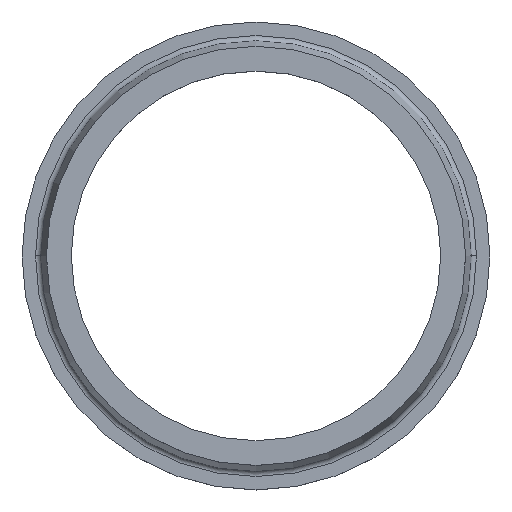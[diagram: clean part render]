
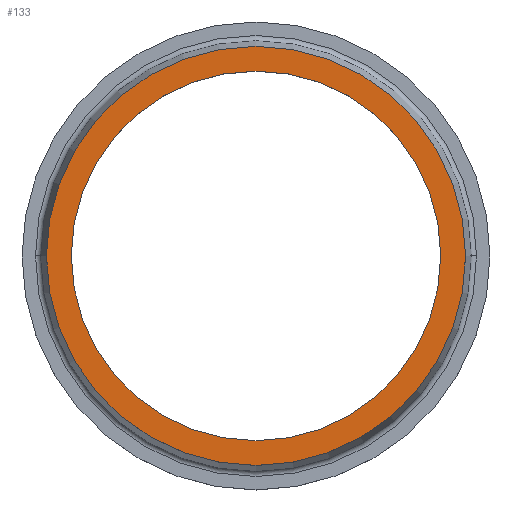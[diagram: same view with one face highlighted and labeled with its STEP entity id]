
A CAD part, top view. The second image highlights one B-rep face of the part: STEP entity #133.
In plain terms, the highlighted planar face has unit normal (0, 0, 1).
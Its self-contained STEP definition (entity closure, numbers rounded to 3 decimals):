
#3 = AXIS2_PLACEMENT_3D ( 'NONE', #90, #198, #342 ) ;
#11 = DIRECTION ( 'NONE',  ( -1., 0., 0. ) ) ;
#12 = ORIENTED_EDGE ( 'NONE', *, *, #317, .F. ) ;
#15 = DIRECTION ( 'NONE',  ( 0., 0., -1. ) ) ;
#18 = CARTESIAN_POINT ( 'NONE',  ( 0., 0., 150. ) ) ;
#33 = VERTEX_POINT ( 'NONE', #50 ) ;
#50 = CARTESIAN_POINT ( 'NONE',  ( -396.7, 0., 150. ) ) ;
#61 = VERTEX_POINT ( 'NONE', #341 ) ;
#64 = CIRCLE ( 'NONE', #302, 450. ) ;
#68 = VERTEX_POINT ( 'NONE', #338 ) ;
#77 = ORIENTED_EDGE ( 'NONE', *, *, #186, .T. ) ;
#90 = CARTESIAN_POINT ( 'NONE',  ( 0., 0., 150. ) ) ;
#91 = CARTESIAN_POINT ( 'NONE',  ( 0., 0., 150. ) ) ;
#94 = ORIENTED_EDGE ( 'NONE', *, *, #163, .F. ) ;
#97 = DIRECTION ( 'NONE',  ( 0., 0., -1. ) ) ;
#110 = AXIS2_PLACEMENT_3D ( 'NONE', #91, #97, #11 ) ;
#123 = AXIS2_PLACEMENT_3D ( 'NONE', #300, #448, #452 ) ;
#130 = EDGE_LOOP ( 'NONE', ( #77, #389 ) ) ;
#133 = ADVANCED_FACE ( 'NONE', ( #340, #161 ), #270, .T. ) ;
#134 = VERTEX_POINT ( 'NONE', #343 ) ;
#161 = FACE_OUTER_BOUND ( 'NONE', #286, .T. ) ;
#163 = EDGE_CURVE ( 'NONE', #134, #61, #64, .T. ) ;
#186 = EDGE_CURVE ( 'NONE', #33, #68, #420, .T. ) ;
#198 = DIRECTION ( 'NONE',  ( 0., 0., -1. ) ) ;
#208 = DIRECTION ( 'NONE',  ( -1., 0., 0. ) ) ;
#235 = EDGE_CURVE ( 'NONE', #68, #33, #438, .T. ) ;
#241 = CARTESIAN_POINT ( 'NONE',  ( 0., 0., 150. ) ) ;
#270 = PLANE ( 'NONE',  #123 ) ;
#286 = EDGE_LOOP ( 'NONE', ( #12, #94 ) ) ;
#300 = CARTESIAN_POINT ( 'NONE',  ( 0., 450., 150. ) ) ;
#302 = AXIS2_PLACEMENT_3D ( 'NONE', #241, #15, #311 ) ;
#311 = DIRECTION ( 'NONE',  ( -1., 0., 0. ) ) ;
#317 = EDGE_CURVE ( 'NONE', #61, #134, #337, .T. ) ;
#337 = CIRCLE ( 'NONE', #3, 450. ) ;
#338 = CARTESIAN_POINT ( 'NONE',  ( 396.7, 0., 150. ) ) ;
#340 = FACE_BOUND ( 'NONE', #130, .T. ) ;
#341 = CARTESIAN_POINT ( 'NONE',  ( -450., 0., 150. ) ) ;
#342 = DIRECTION ( 'NONE',  ( -1., 0., 0. ) ) ;
#343 = CARTESIAN_POINT ( 'NONE',  ( 450., 0., 150. ) ) ;
#377 = AXIS2_PLACEMENT_3D ( 'NONE', #18, #450, #208 ) ;
#389 = ORIENTED_EDGE ( 'NONE', *, *, #235, .T. ) ;
#420 = CIRCLE ( 'NONE', #110, 396.7 ) ;
#438 = CIRCLE ( 'NONE', #377, 396.7 ) ;
#448 = DIRECTION ( 'NONE',  ( 0., 0., 1. ) ) ;
#450 = DIRECTION ( 'NONE',  ( 0., 0., -1. ) ) ;
#452 = DIRECTION ( 'NONE',  ( 1., 0., 0. ) ) ;
